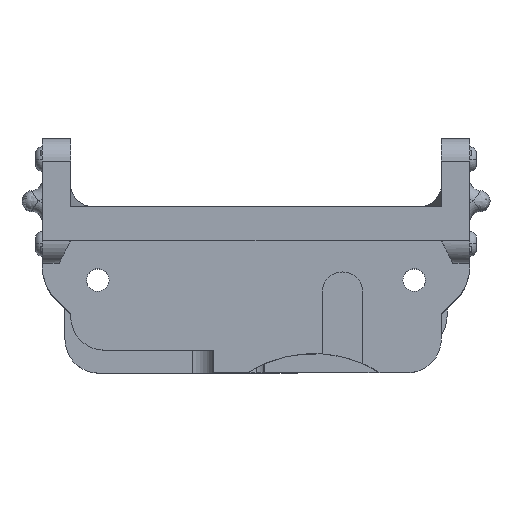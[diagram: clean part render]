
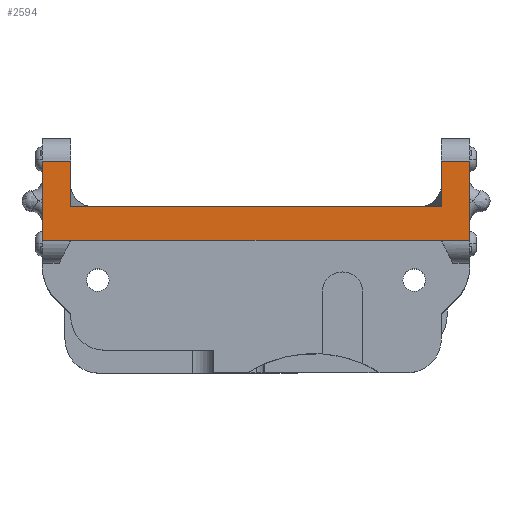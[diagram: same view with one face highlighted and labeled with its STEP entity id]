
A CAD part, top view. The second image highlights one B-rep face of the part: STEP entity #2594.
In plain terms, the highlighted planar face has unit normal (0, 0, 1).
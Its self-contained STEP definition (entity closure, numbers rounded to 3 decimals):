
#100 = ORIENTED_EDGE ( 'NONE', *, *, #4589, .T. ) ;
#194 = CARTESIAN_POINT ( 'NONE',  ( -18.9, 2.35, 29.55 ) ) ;
#288 = DIRECTION ( 'NONE',  ( 0., 1., 0. ) ) ;
#314 = EDGE_CURVE ( 'NONE', #1571, #7156, #8557, .T. ) ;
#470 = DIRECTION ( 'NONE',  ( 0., 1., 0. ) ) ;
#549 = CARTESIAN_POINT ( 'NONE',  ( -18.9, 2.35, 29.55 ) ) ;
#859 = CARTESIAN_POINT ( 'NONE',  ( -18.9, 11.35, 29.55 ) ) ;
#1110 = LINE ( 'NONE', #7267, #5299 ) ;
#1374 = ORIENTED_EDGE ( 'NONE', *, *, #1934, .T. ) ;
#1571 = VERTEX_POINT ( 'NONE', #2412 ) ;
#1657 = VERTEX_POINT ( 'NONE', #5322 ) ;
#1692 = VECTOR ( 'NONE', #5113, 1000. ) ;
#1790 = VECTOR ( 'NONE', #8400, 1000. ) ;
#1840 = VECTOR ( 'NONE', #470, 1000. ) ;
#1855 = DIRECTION ( 'NONE',  ( 0., 0., 1. ) ) ;
#1915 = CARTESIAN_POINT ( 'NONE',  ( 16.4, 4.35, 29.55 ) ) ;
#1934 = EDGE_CURVE ( 'NONE', #5803, #1571, #3709, .T. ) ;
#2096 = EDGE_LOOP ( 'NONE', ( #2161, #7080, #3462, #1374, #2127, #6047, #4281, #5955, #6809, #100 ) ) ;
#2127 = ORIENTED_EDGE ( 'NONE', *, *, #314, .T. ) ;
#2161 = ORIENTED_EDGE ( 'NONE', *, *, #5634, .F. ) ;
#2208 = VECTOR ( 'NONE', #5741, 1000. ) ;
#2333 = LINE ( 'NONE', #7011, #2208 ) ;
#2412 = CARTESIAN_POINT ( 'NONE',  ( 18.9, 4.35, 29.55 ) ) ;
#2424 = DIRECTION ( 'NONE',  ( 1., 0., 0. ) ) ;
#2594 = ADVANCED_FACE ( 'NONE', ( #7884 ), #7750, .T. ) ;
#2632 = CARTESIAN_POINT ( 'NONE',  ( 18.9, 11.35, 29.55 ) ) ;
#2860 = DIRECTION ( 'NONE',  ( 0., 1., 0. ) ) ;
#3010 = CARTESIAN_POINT ( 'NONE',  ( -18.9, 11.35, 29.55 ) ) ;
#3077 = VECTOR ( 'NONE', #6979, 1000. ) ;
#3080 = VECTOR ( 'NONE', #4139, 1000. ) ;
#3190 = CARTESIAN_POINT ( 'NONE',  ( -17.4, 4.35, 29.55 ) ) ;
#3236 = CARTESIAN_POINT ( 'NONE',  ( 16.4, 11.35, 29.55 ) ) ;
#3301 = DIRECTION ( 'NONE',  ( 1., 0., 0. ) ) ;
#3462 = ORIENTED_EDGE ( 'NONE', *, *, #3883, .T. ) ;
#3563 = VERTEX_POINT ( 'NONE', #7989 ) ;
#3618 = LINE ( 'NONE', #859, #3080 ) ;
#3696 = CARTESIAN_POINT ( 'NONE',  ( -16.4, 2.35, 29.55 ) ) ;
#3709 = LINE ( 'NONE', #4234, #3077 ) ;
#3871 = LINE ( 'NONE', #5711, #1840 ) ;
#3883 = EDGE_CURVE ( 'NONE', #7983, #5803, #1110, .T. ) ;
#4139 = DIRECTION ( 'NONE',  ( -1., 0., 0. ) ) ;
#4234 = CARTESIAN_POINT ( 'NONE',  ( 18.9, 4.35, 29.55 ) ) ;
#4281 = ORIENTED_EDGE ( 'NONE', *, *, #4737, .F. ) ;
#4396 = LINE ( 'NONE', #3696, #6669 ) ;
#4552 = CARTESIAN_POINT ( 'NONE',  ( 18.9, 2.35, 29.55 ) ) ;
#4589 = EDGE_CURVE ( 'NONE', #1657, #6063, #3618, .T. ) ;
#4671 = VECTOR ( 'NONE', #6955, 1000. ) ;
#4737 = EDGE_CURVE ( 'NONE', #3563, #7602, #3871, .T. ) ;
#4828 = LINE ( 'NONE', #194, #5919 ) ;
#5005 = CARTESIAN_POINT ( 'NONE',  ( -16.4, 4.35, 29.55 ) ) ;
#5113 = DIRECTION ( 'NONE',  ( 0., 1., 0. ) ) ;
#5299 = VECTOR ( 'NONE', #3301, 1000. ) ;
#5322 = CARTESIAN_POINT ( 'NONE',  ( -16.4, 11.35, 29.55 ) ) ;
#5480 = CARTESIAN_POINT ( 'NONE',  ( -16.4, 7.35, 29.55 ) ) ;
#5634 = EDGE_CURVE ( 'NONE', #8248, #6063, #4828, .T. ) ;
#5677 = EDGE_CURVE ( 'NONE', #8248, #7983, #7604, .T. ) ;
#5711 = CARTESIAN_POINT ( 'NONE',  ( 16.4, 2.35, 29.55 ) ) ;
#5741 = DIRECTION ( 'NONE',  ( 1., 0., 0. ) ) ;
#5803 = VERTEX_POINT ( 'NONE', #1915 ) ;
#5875 = AXIS2_PLACEMENT_3D ( 'NONE', #549, #1855, #2424 ) ;
#5919 = VECTOR ( 'NONE', #2860, 1000. ) ;
#5955 = ORIENTED_EDGE ( 'NONE', *, *, #8086, .F. ) ;
#6047 = ORIENTED_EDGE ( 'NONE', *, *, #8099, .T. ) ;
#6063 = VERTEX_POINT ( 'NONE', #3010 ) ;
#6394 = CARTESIAN_POINT ( 'NONE',  ( -18.9, 11.35, 29.55 ) ) ;
#6669 = VECTOR ( 'NONE', #288, 1000. ) ;
#6809 = ORIENTED_EDGE ( 'NONE', *, *, #8077, .T. ) ;
#6862 = VERTEX_POINT ( 'NONE', #5480 ) ;
#6955 = DIRECTION ( 'NONE',  ( 1., 0., 0. ) ) ;
#6979 = DIRECTION ( 'NONE',  ( 1., 0., 0. ) ) ;
#7011 = CARTESIAN_POINT ( 'NONE',  ( -16.4, 7.35, 29.55 ) ) ;
#7080 = ORIENTED_EDGE ( 'NONE', *, *, #5677, .T. ) ;
#7091 = LINE ( 'NONE', #6394, #1790 ) ;
#7156 = VERTEX_POINT ( 'NONE', #2632 ) ;
#7267 = CARTESIAN_POINT ( 'NONE',  ( -16.4, 4.35, 29.55 ) ) ;
#7602 = VERTEX_POINT ( 'NONE', #3236 ) ;
#7604 = LINE ( 'NONE', #3190, #4671 ) ;
#7750 = PLANE ( 'NONE',  #5875 ) ;
#7884 = FACE_OUTER_BOUND ( 'NONE', #2096, .T. ) ;
#7961 = CARTESIAN_POINT ( 'NONE',  ( -18.9, 4.35, 29.55 ) ) ;
#7983 = VERTEX_POINT ( 'NONE', #5005 ) ;
#7989 = CARTESIAN_POINT ( 'NONE',  ( 16.4, 7.35, 29.55 ) ) ;
#8077 = EDGE_CURVE ( 'NONE', #6862, #1657, #4396, .T. ) ;
#8086 = EDGE_CURVE ( 'NONE', #6862, #3563, #2333, .T. ) ;
#8099 = EDGE_CURVE ( 'NONE', #7156, #7602, #7091, .T. ) ;
#8248 = VERTEX_POINT ( 'NONE', #7961 ) ;
#8400 = DIRECTION ( 'NONE',  ( -1., 0., 0. ) ) ;
#8557 = LINE ( 'NONE', #4552, #1692 ) ;
